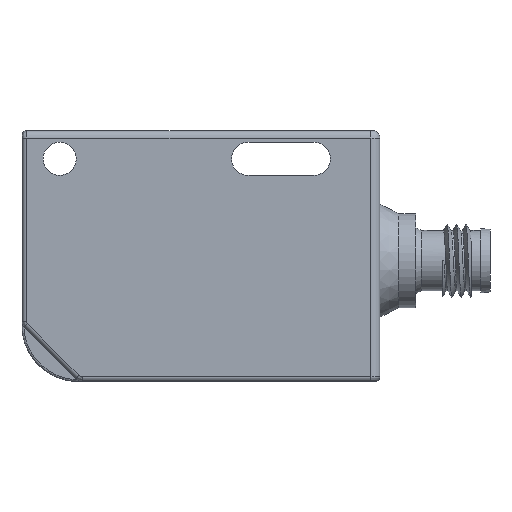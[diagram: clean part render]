
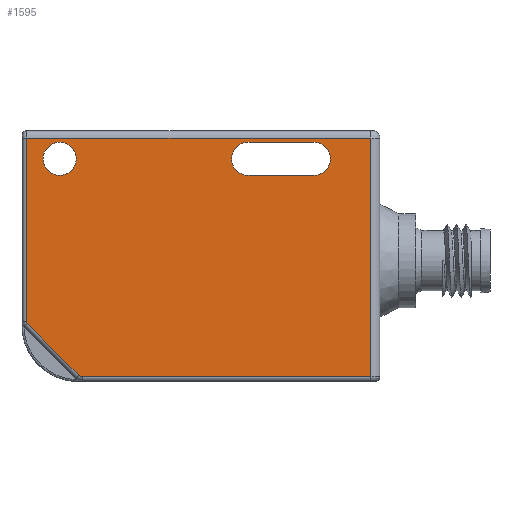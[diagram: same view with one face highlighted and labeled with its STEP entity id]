
A CAD part, left-side view. The second image highlights one B-rep face of the part: STEP entity #1595.
In plain terms, the highlighted face is planar.
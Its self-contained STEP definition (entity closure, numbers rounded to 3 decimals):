
#1479=CARTESIAN_POINT('',(21.9,34.0,7.3));
#1480=VERTEX_POINT('',#1479);
#1481=CARTESIAN_POINT('',(23.65,34.0,7.3));
#1482=DIRECTION('',(0.0,0.0,1.0));
#1483=DIRECTION('',(1.0,0.0,0.0));
#1484=AXIS2_PLACEMENT_3D('',#1481,#1482,#1483);
#1485=CIRCLE('',#1484,1.75);
#1486=EDGE_CURVE('',#1480,#1480,#1485,.T.);
#1491=CARTESIAN_POINT('',(0.0,0.0,7.3));
#1492=DIRECTION('',(0.0,0.0,1.0));
#1493=DIRECTION('',(1.0,0.0,0.0));
#1494=AXIS2_PLACEMENT_3D('',#1491,#1492,#1493);
#1495=PLANE('',#1494);
#1496=CARTESIAN_POINT('',(6.331,37.5,7.3));
#1497=VERTEX_POINT('',#1496);
#1498=CARTESIAN_POINT('',(6.119,37.412,7.3));
#1499=VERTEX_POINT('',#1498);
#1500=CARTESIAN_POINT('',(6.331,37.2,7.3));
#1501=DIRECTION('',(0.0,0.0,1.0));
#1502=DIRECTION('',(0.0,1.0,0.0));
#1503=AXIS2_PLACEMENT_3D('',#1500,#1501,#1502);
#1504=CIRCLE('',#1503,0.3);
#1505=EDGE_CURVE('',#1497,#1499,#1504,.T.);
#1506=ORIENTED_EDGE('',*,*,#1505,.T.);
#1507=CARTESIAN_POINT('',(0.646,31.939,7.3));
#1508=VERTEX_POINT('',#1507);
#1509=CARTESIAN_POINT('',(6.119,37.412,7.3));
#1510=DIRECTION('',(-0.707,-0.707,0.0));
#1511=VECTOR('',#1510,7.74);
#1512=LINE('',#1509,#1511);
#1513=EDGE_CURVE('',#1499,#1508,#1512,.T.);
#1514=ORIENTED_EDGE('',*,*,#1513,.T.);
#1515=CARTESIAN_POINT('',(0.5,31.586,7.3));
#1516=VERTEX_POINT('',#1515);
#1517=CARTESIAN_POINT('',(1.0,31.586,7.3));
#1518=DIRECTION('',(0.0,0.0,1.0));
#1519=DIRECTION('',(-0.707,0.707,0.0));
#1520=AXIS2_PLACEMENT_3D('',#1517,#1518,#1519);
#1521=CIRCLE('',#1520,0.5);
#1522=EDGE_CURVE('',#1508,#1516,#1521,.T.);
#1523=ORIENTED_EDGE('',*,*,#1522,.T.);
#1524=CARTESIAN_POINT('',(0.5,1.,7.3));
#1525=VERTEX_POINT('',#1524);
#1526=CARTESIAN_POINT('',(0.5,31.586,7.3));
#1527=DIRECTION('',(0.,-1.0,0.0));
#1528=VECTOR('',#1527,30.586);
#1529=LINE('',#1526,#1528);
#1530=EDGE_CURVE('',#1516,#1525,#1529,.T.);
#1531=ORIENTED_EDGE('',*,*,#1530,.T.);
#1532=CARTESIAN_POINT('',(25.85,1.0,7.3));
#1533=VERTEX_POINT('',#1532);
#1534=CARTESIAN_POINT('',(0.5,1.,7.3));
#1535=DIRECTION('',(1.0,0.,0.0));
#1536=VECTOR('',#1535,25.35);
#1537=LINE('',#1534,#1536);
#1538=EDGE_CURVE('',#1525,#1533,#1537,.T.);
#1539=ORIENTED_EDGE('',*,*,#1538,.T.);
#1540=CARTESIAN_POINT('',(25.85,37.5,7.3));
#1541=VERTEX_POINT('',#1540);
#1542=CARTESIAN_POINT('',(25.85,1.0,7.3));
#1543=DIRECTION('',(0.0,1.0,0.0));
#1544=VECTOR('',#1543,36.5);
#1545=LINE('',#1542,#1544);
#1546=EDGE_CURVE('',#1533,#1541,#1545,.T.);
#1547=ORIENTED_EDGE('',*,*,#1546,.T.);
#1548=CARTESIAN_POINT('',(25.85,37.5,7.3));
#1549=DIRECTION('',(-1.0,0.,0.0));
#1550=VECTOR('',#1549,19.519);
#1551=LINE('',#1548,#1550);
#1552=EDGE_CURVE('',#1541,#1497,#1551,.T.);
#1553=ORIENTED_EDGE('',*,*,#1552,.T.);
#1554=EDGE_LOOP('',(#1506,#1514,#1523,#1531,#1539,#1547,#1553));
#1555=FACE_OUTER_BOUND('',#1554,.T.);
#1556=ORIENTED_EDGE('',*,*,#1486,.F.);
#1557=EDGE_LOOP('',(#1556));
#1558=FACE_BOUND('',#1557,.T.);
#1559=CARTESIAN_POINT('',(21.9,14.,7.3));
#1560=VERTEX_POINT('',#1559);
#1561=CARTESIAN_POINT('',(21.9,7.,7.3));
#1562=VERTEX_POINT('',#1561);
#1563=CARTESIAN_POINT('',(21.9,14.,7.3));
#1564=DIRECTION('',(0.0,-1.0,0.0));
#1565=VECTOR('',#1564,7.);
#1566=LINE('',#1563,#1565);
#1567=EDGE_CURVE('',#1560,#1562,#1566,.T.);
#1568=ORIENTED_EDGE('',*,*,#1567,.F.);
#1569=CARTESIAN_POINT('',(25.4,14.,7.3));
#1570=VERTEX_POINT('',#1569);
#1571=CARTESIAN_POINT('',(23.65,14.,7.3));
#1572=DIRECTION('',(0.0,0.0,1.0));
#1573=DIRECTION('',(1.0,0.0,0.0));
#1574=AXIS2_PLACEMENT_3D('',#1571,#1572,#1573);
#1575=CIRCLE('',#1574,1.75);
#1576=EDGE_CURVE('',#1570,#1560,#1575,.T.);
#1577=ORIENTED_EDGE('',*,*,#1576,.F.);
#1578=CARTESIAN_POINT('',(25.4,7.,7.3));
#1579=VERTEX_POINT('',#1578);
#1580=CARTESIAN_POINT('',(25.4,7.,7.3));
#1581=DIRECTION('',(0.0,1.0,0.0));
#1582=VECTOR('',#1581,7.);
#1583=LINE('',#1580,#1582);
#1584=EDGE_CURVE('',#1579,#1570,#1583,.T.);
#1585=ORIENTED_EDGE('',*,*,#1584,.F.);
#1586=CARTESIAN_POINT('',(23.65,7.,7.3));
#1587=DIRECTION('',(0.0,0.0,1.0));
#1588=DIRECTION('',(-1.0,0.0,0.0));
#1589=AXIS2_PLACEMENT_3D('',#1586,#1587,#1588);
#1590=CIRCLE('',#1589,1.75);
#1591=EDGE_CURVE('',#1562,#1579,#1590,.T.);
#1592=ORIENTED_EDGE('',*,*,#1591,.F.);
#1593=EDGE_LOOP('',(#1568,#1577,#1585,#1592));
#1594=FACE_BOUND('',#1593,.T.);
#1595=ADVANCED_FACE('',(#1555,#1558,#1594),#1495,.T.);
